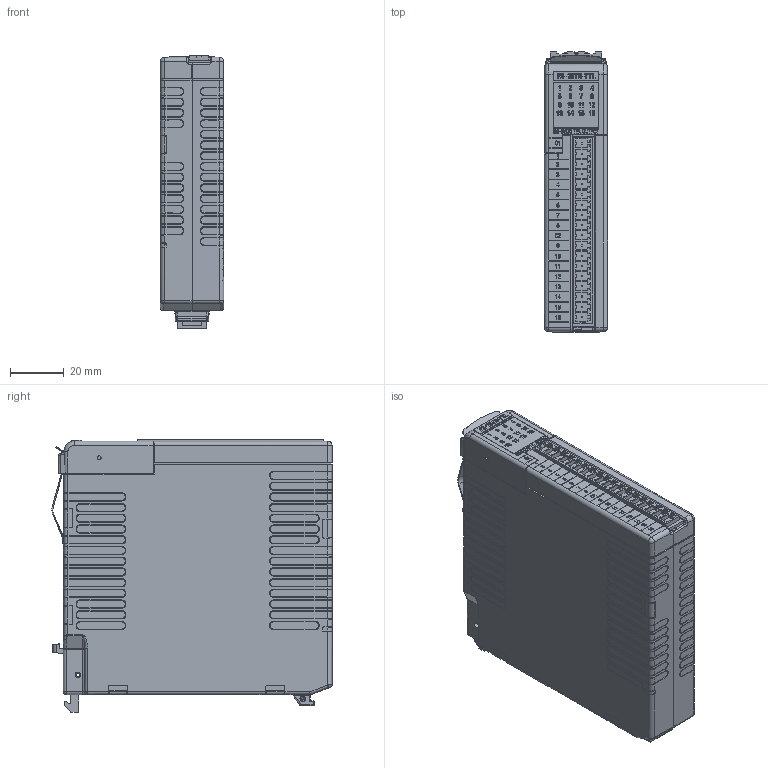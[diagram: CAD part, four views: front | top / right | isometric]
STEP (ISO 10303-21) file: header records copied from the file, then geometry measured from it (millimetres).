
FILE_DESCRIPTION (( 'STEP AP214' ), '1' );
FILE_NAME ('P2-16TD-TTL.STEP', '2024-02-21T17:40:56', ( '' ), ( '' ), 'SwSTEP 2.0', 'SolidWorks 2021', '' );
FILE_SCHEMA (( 'AUTOMOTIVE_DESIGN' ));
Length unit declared in the file: inch
Products named in the file (1): P2-16TD-TTL
Bounding box: 23.62 x 104.54 x 101.69 mm (x, y, z)
Volume: 215033.5 mm3; surface area: 41865.7 mm2
Topology: 7 solids, 12 shells, 4274 faces, 11591 edges, 7533 vertices
Faces by surface type: plane 2390, bspline 928, cylinder 884, cone 72
Entity records: 174253 total; most frequent: CARTESIAN_POINT 74085, ORIENTED_EDGE 23160, DIRECTION 17117, EDGE_CURVE 11580, VERTEX_POINT 7533, LINE 7227, VECTOR 7227, AXIS2_PLACEMENT_3D 4945
